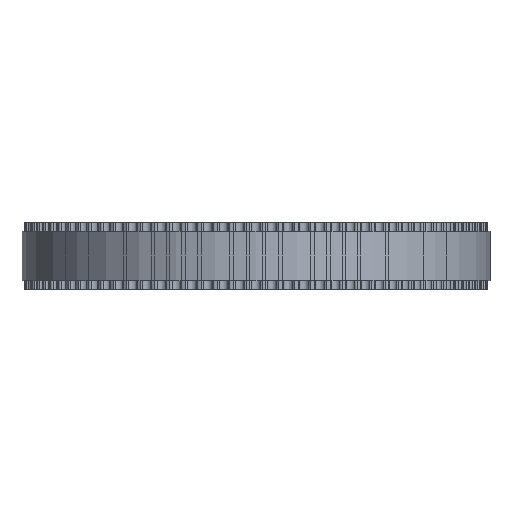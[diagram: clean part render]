
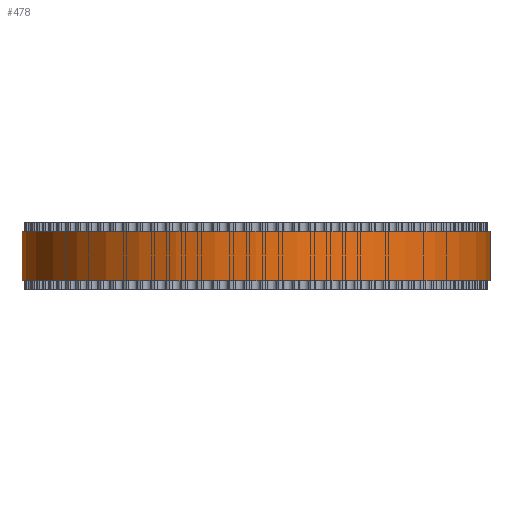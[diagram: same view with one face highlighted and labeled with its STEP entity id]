
A CAD part, front view. The second image highlights one B-rep face of the part: STEP entity #478.
In plain terms, the highlighted cylindrical face has radius 28.33 mm (diameter 56.659 mm), a full revolution.
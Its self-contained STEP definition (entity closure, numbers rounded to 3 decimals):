
#97=FACE_BOUND('',#1552,.T.);
#98=FACE_BOUND('',#1553,.T.);
#478=ADVANCED_FACE('',(#97,#98),#835,.T.);
#835=CYLINDRICAL_SURFACE('',#7975,28.33);
#1552=EDGE_LOOP('',(#4402));
#1553=EDGE_LOOP('',(#4403));
#4402=ORIENTED_EDGE('',*,*,#6186,.T.);
#4403=ORIENTED_EDGE('',*,*,#6187,.T.);
#5116=VERTEX_POINT('',#12620);
#5117=VERTEX_POINT('',#12622);
#6186=EDGE_CURVE('',#5116,#5116,#6900,.T.);
#6187=EDGE_CURVE('',#5117,#5117,#6901,.T.);
#6900=CIRCLE('',#7973,28.33);
#6901=CIRCLE('',#7974,28.33);
#7973=AXIS2_PLACEMENT_3D('',#12619,#10474,#10475);
#7974=AXIS2_PLACEMENT_3D('',#12621,#10476,#10477);
#7975=AXIS2_PLACEMENT_3D('',#12623,#10478,#10479);
#10474=DIRECTION('',(0.,0.,1.));
#10475=DIRECTION('',(1.,0.,0.));
#10476=DIRECTION('',(0.,0.,-1.));
#10477=DIRECTION('',(1.,0.,0.));
#10478=DIRECTION('',(0.,0.,1.));
#10479=DIRECTION('',(1.,0.,0.));
#12619=CARTESIAN_POINT('',(0.,0.,1.));
#12620=CARTESIAN_POINT('',(28.33,0.,1.));
#12621=CARTESIAN_POINT('',(0.,0.,7.));
#12622=CARTESIAN_POINT('',(28.33,0.,7.));
#12623=CARTESIAN_POINT('',(0.,0.,1.));
